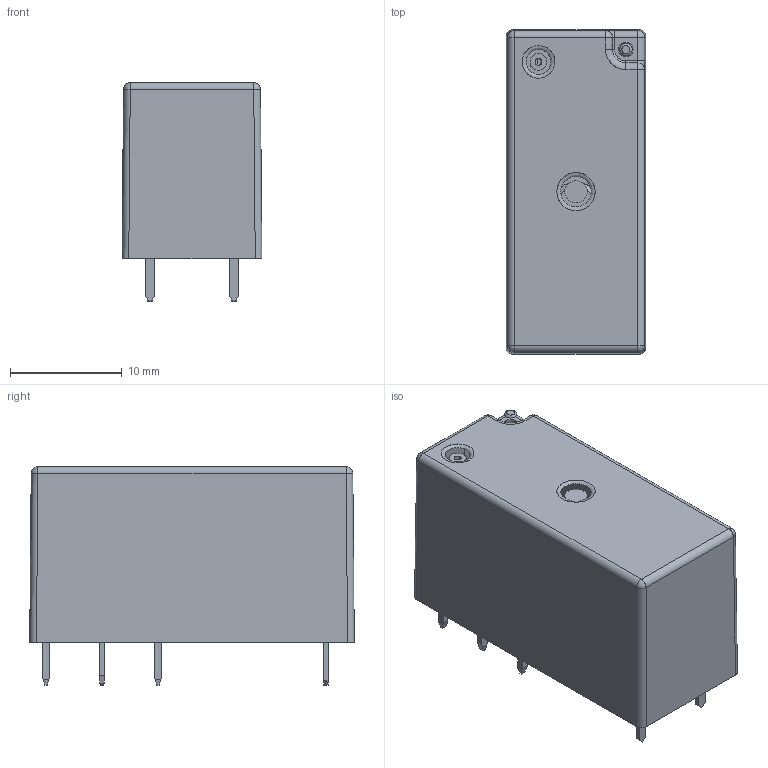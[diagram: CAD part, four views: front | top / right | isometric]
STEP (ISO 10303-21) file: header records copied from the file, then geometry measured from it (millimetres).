
FILE_DESCRIPTION(/* description */ (''),/* implementation_level */ '2;1');
FILE_NAME(/* name */ '4152 v1.step',/* time_stamp */ '2020-04-06T14:19:52-07:00',/* author */ (''),/* organization */ (''),/* preprocessor_version */ 'ST-DEVELOPER v18',/* originating_system */ 'Autodesk Translation Framework v8.12.0.6',/* authorisation */ '');
FILE_SCHEMA (('AUTOMOTIVE_DESIGN { 1 0 10303 214 3 1 1 }'));
Length unit declared in the file: millimetre
Products named in the file (1): 4152
Bounding box: 12.5 x 29 x 19.5 mm (x, y, z)
Surface area: 3243.2 mm2 (no closed solid volume)
Topology: 0 solids, 174 shells, 174 faces, 942 edges, 929 vertices
Faces by surface type: plane 125, cylinder 32, bspline 14, cone 3
Full cylindrical faces by diameter (mm): 0.6 x1
Entity records: 11366 total; most frequent: CARTESIAN_POINT 3935, DIRECTION 1329, ORIENTED_EDGE 944, EDGE_CURVE 936, VERTEX_POINT 929, LINE 767, VECTOR 767, AXIS2_PLACEMENT_3D 281
